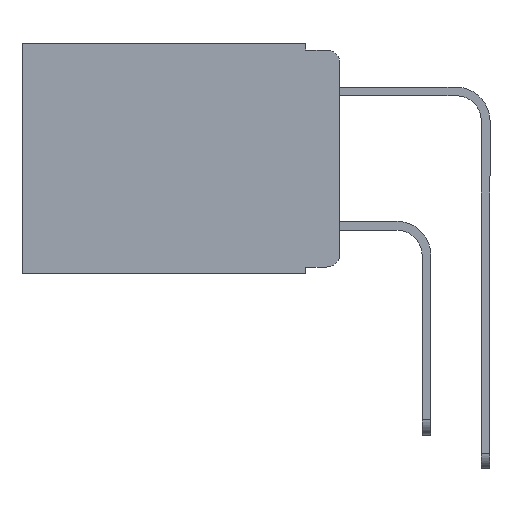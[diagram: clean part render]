
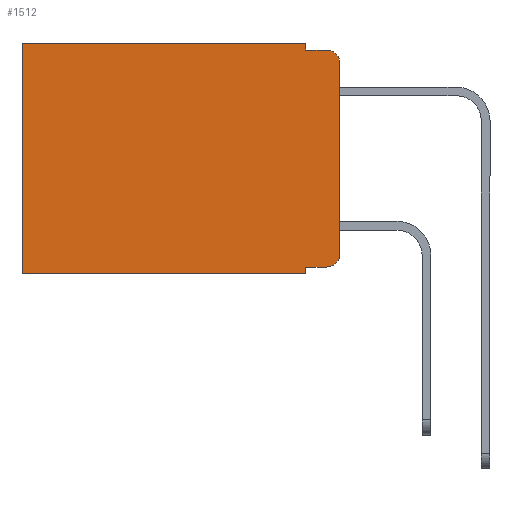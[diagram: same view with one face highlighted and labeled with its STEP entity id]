
A CAD part, left-side view. The second image highlights one B-rep face of the part: STEP entity #1512.
In plain terms, the highlighted planar face has unit normal (-1, 0, 0).
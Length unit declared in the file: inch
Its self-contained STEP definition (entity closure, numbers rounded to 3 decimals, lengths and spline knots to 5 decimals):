
#545 = VECTOR ( 'NONE', #5889, 39.37008 ) ;
#646 = DIRECTION ( 'NONE',  ( 0., 0., -1. ) ) ;
#684 = VERTEX_POINT ( 'NONE', #10020 ) ;
#752 = DIRECTION ( 'NONE',  ( 0., 0., -1. ) ) ;
#814 = DIRECTION ( 'NONE',  ( 0., 1., 0. ) ) ;
#1002 = LINE ( 'NONE', #8751, #7273 ) ;
#1165 = VECTOR ( 'NONE', #3904, 39.37008 ) ;
#1259 = CARTESIAN_POINT ( 'NONE',  ( 0.298, 0.051, -0.01 ) ) ;
#1449 = DIRECTION ( 'NONE',  ( 1., 0., 0. ) ) ;
#1472 = DIRECTION ( 'NONE',  ( 0., 0., -1. ) ) ;
#1512 = ADVANCED_FACE ( 'NONE', ( #4659 ), #10381, .F. ) ;
#1567 = VERTEX_POINT ( 'NONE', #10126 ) ;
#2130 = ORIENTED_EDGE ( 'NONE', *, *, #2862, .T. ) ;
#2385 = AXIS2_PLACEMENT_3D ( 'NONE', #10586, #5630, #752 ) ;
#2447 = EDGE_CURVE ( 'NONE', #684, #5822, #8259, .T. ) ;
#2740 = LINE ( 'NONE', #5899, #545 ) ;
#2784 = ORIENTED_EDGE ( 'NONE', *, *, #10390, .F. ) ;
#2862 = EDGE_CURVE ( 'NONE', #5731, #3419, #9035, .T. ) ;
#2875 = CARTESIAN_POINT ( 'NONE',  ( 0.298, 0.02, -0.313 ) ) ;
#2902 = CARTESIAN_POINT ( 'NONE',  ( 0.298, 0.473, -0.343 ) ) ;
#2928 = ORIENTED_EDGE ( 'NONE', *, *, #4487, .T. ) ;
#3018 = CARTESIAN_POINT ( 'NONE',  ( 0.298, 0.051, -0.333 ) ) ;
#3136 = VECTOR ( 'NONE', #646, 39.37008 ) ;
#3419 = VERTEX_POINT ( 'NONE', #2902 ) ;
#3524 = ORIENTED_EDGE ( 'NONE', *, *, #8255, .F. ) ;
#3541 = CARTESIAN_POINT ( 'NONE',  ( 0.298, 0., -0.03 ) ) ;
#3631 = DIRECTION ( 'NONE',  ( 0., -1., 0. ) ) ;
#3904 = DIRECTION ( 'NONE',  ( 0., -1., 0. ) ) ;
#4272 = CARTESIAN_POINT ( 'NONE',  ( 0.298, 0., 0. ) ) ;
#4350 = EDGE_CURVE ( 'NONE', #5076, #3419, #2740, .T. ) ;
#4372 = VECTOR ( 'NONE', #5355, 39.37008 ) ;
#4421 = VERTEX_POINT ( 'NONE', #6389 ) ;
#4487 = EDGE_CURVE ( 'NONE', #7750, #1567, #5503, .T. ) ;
#4659 = FACE_OUTER_BOUND ( 'NONE', #5759, .T. ) ;
#4875 = CARTESIAN_POINT ( 'NONE',  ( 0.298, 0., 0. ) ) ;
#4878 = LINE ( 'NONE', #8556, #9026 ) ;
#4937 = VERTEX_POINT ( 'NONE', #6115 ) ;
#4994 = LINE ( 'NONE', #10476, #3136 ) ;
#5076 = VERTEX_POINT ( 'NONE', #9610 ) ;
#5347 = EDGE_CURVE ( 'NONE', #1567, #4937, #9909, .T. ) ;
#5355 = DIRECTION ( 'NONE',  ( 0., 0., -1. ) ) ;
#5424 = ORIENTED_EDGE ( 'NONE', *, *, #10527, .T. ) ;
#5503 = LINE ( 'NONE', #8879, #1165 ) ;
#5630 = DIRECTION ( 'NONE',  ( -1., 0., 0. ) ) ;
#5683 = ORIENTED_EDGE ( 'NONE', *, *, #2447, .F. ) ;
#5731 = VERTEX_POINT ( 'NONE', #6862 ) ;
#5759 = EDGE_LOOP ( 'NONE', ( #2784, #5424, #3524, #5683, #10347, #2130, #6466, #8664, #2928, #9457 ) ) ;
#5822 = VERTEX_POINT ( 'NONE', #1259 ) ;
#5889 = DIRECTION ( 'NONE',  ( 0., 1., 0. ) ) ;
#5899 = CARTESIAN_POINT ( 'NONE',  ( 0.298, 0., -0.343 ) ) ;
#5982 = CIRCLE ( 'NONE', #2385, 0.02 ) ;
#6051 = VECTOR ( 'NONE', #8994, 39.37008 ) ;
#6115 = CARTESIAN_POINT ( 'NONE',  ( 0.298, 0., -0.313 ) ) ;
#6389 = CARTESIAN_POINT ( 'NONE',  ( 0.298, 0.02, -0.01 ) ) ;
#6466 = ORIENTED_EDGE ( 'NONE', *, *, #4350, .F. ) ;
#6590 = AXIS2_PLACEMENT_3D ( 'NONE', #4272, #1449, #1472 ) ;
#6862 = CARTESIAN_POINT ( 'NONE',  ( 0.298, 0.473, 0. ) ) ;
#7230 = CARTESIAN_POINT ( 'NONE',  ( 0.298, 0.473, 0. ) ) ;
#7273 = VECTOR ( 'NONE', #9553, 39.37008 ) ;
#7750 = VERTEX_POINT ( 'NONE', #3018 ) ;
#8206 = DIRECTION ( 'NONE',  ( 0., 0., -1. ) ) ;
#8255 = EDGE_CURVE ( 'NONE', #5822, #4421, #4878, .T. ) ;
#8259 = LINE ( 'NONE', #8832, #6051 ) ;
#8301 = AXIS2_PLACEMENT_3D ( 'NONE', #2875, #9025, #8206 ) ;
#8462 = EDGE_CURVE ( 'NONE', #7750, #5076, #4994, .T. ) ;
#8477 = VECTOR ( 'NONE', #814, 39.37008 ) ;
#8556 = CARTESIAN_POINT ( 'NONE',  ( 0.298, 0.051, -0.01 ) ) ;
#8664 = ORIENTED_EDGE ( 'NONE', *, *, #8462, .F. ) ;
#8751 = CARTESIAN_POINT ( 'NONE',  ( 0.298, 0., 0. ) ) ;
#8800 = EDGE_CURVE ( 'NONE', #684, #5731, #10171, .T. ) ;
#8832 = CARTESIAN_POINT ( 'NONE',  ( 0.298, 0.051, 0. ) ) ;
#8879 = CARTESIAN_POINT ( 'NONE',  ( 0.298, 0.051, -0.333 ) ) ;
#8994 = DIRECTION ( 'NONE',  ( 0., 0., -1. ) ) ;
#9025 = DIRECTION ( 'NONE',  ( -1., 0., 0. ) ) ;
#9026 = VECTOR ( 'NONE', #3631, 39.37008 ) ;
#9035 = LINE ( 'NONE', #7230, #4372 ) ;
#9457 = ORIENTED_EDGE ( 'NONE', *, *, #5347, .T. ) ;
#9553 = DIRECTION ( 'NONE',  ( 0., 0., -1. ) ) ;
#9610 = CARTESIAN_POINT ( 'NONE',  ( 0.298, 0.051, -0.343 ) ) ;
#9909 = CIRCLE ( 'NONE', #8301, 0.02 ) ;
#10020 = CARTESIAN_POINT ( 'NONE',  ( 0.298, 0.051, 0. ) ) ;
#10126 = CARTESIAN_POINT ( 'NONE',  ( 0.298, 0.02, -0.333 ) ) ;
#10171 = LINE ( 'NONE', #4875, #8477 ) ;
#10208 = VERTEX_POINT ( 'NONE', #3541 ) ;
#10347 = ORIENTED_EDGE ( 'NONE', *, *, #8800, .T. ) ;
#10381 = PLANE ( 'NONE',  #6590 ) ;
#10390 = EDGE_CURVE ( 'NONE', #10208, #4937, #1002, .T. ) ;
#10476 = CARTESIAN_POINT ( 'NONE',  ( 0.298, 0.051, 0. ) ) ;
#10527 = EDGE_CURVE ( 'NONE', #10208, #4421, #5982, .T. ) ;
#10586 = CARTESIAN_POINT ( 'NONE',  ( 0.298, 0.02, -0.03 ) ) ;
